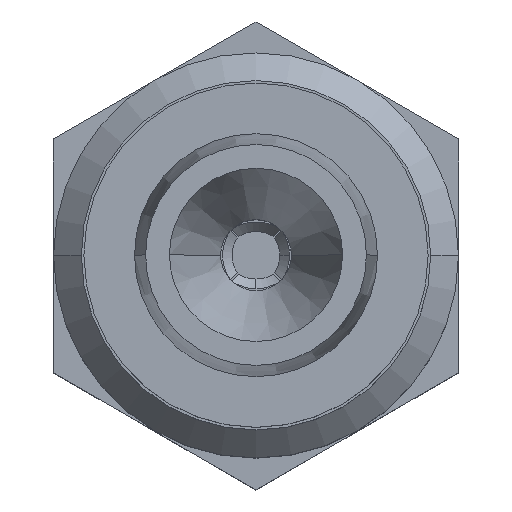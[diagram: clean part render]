
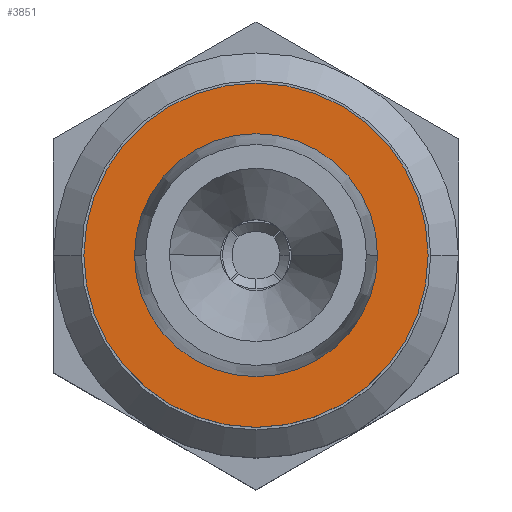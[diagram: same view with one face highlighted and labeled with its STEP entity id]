
A CAD part, top view. The second image highlights one B-rep face of the part: STEP entity #3851.
In plain terms, the highlighted planar face has unit normal (0, 0, 1).
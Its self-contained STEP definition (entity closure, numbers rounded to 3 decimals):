
#151 = DIRECTION ( 'NONE',  ( 1., 0., 0. ) ) ;
#152 = CIRCLE ( 'NONE', #1299, 3.4 ) ;
#159 = EDGE_LOOP ( 'NONE', ( #483, #2452 ) ) ;
#215 = FACE_OUTER_BOUND ( 'NONE', #3760, .T. ) ;
#233 = ORIENTED_EDGE ( 'NONE', *, *, #3386, .T. ) ;
#460 = DIRECTION ( 'NONE',  ( 0., 0., 1. ) ) ;
#463 = CARTESIAN_POINT ( 'NONE',  ( 0., 0., -2.5 ) ) ;
#483 = ORIENTED_EDGE ( 'NONE', *, *, #2850, .F. ) ;
#1040 = FACE_BOUND ( 'NONE', #159, .T. ) ;
#1130 = AXIS2_PLACEMENT_3D ( 'NONE', #1517, #3668, #4002 ) ;
#1233 = AXIS2_PLACEMENT_3D ( 'NONE', #3754, #1595, #3454 ) ;
#1274 = CARTESIAN_POINT ( 'NONE',  ( -3.4, 0., -2.5 ) ) ;
#1299 = AXIS2_PLACEMENT_3D ( 'NONE', #2818, #3547, #1366 ) ;
#1366 = DIRECTION ( 'NONE',  ( 1., 0., 0. ) ) ;
#1391 = ORIENTED_EDGE ( 'NONE', *, *, #3351, .T. ) ;
#1399 = CARTESIAN_POINT ( 'NONE',  ( 2.4, 0., -2.5 ) ) ;
#1517 = CARTESIAN_POINT ( 'NONE',  ( 0., 3.4, -2.5 ) ) ;
#1595 = DIRECTION ( 'NONE',  ( 0., 0., 1. ) ) ;
#2156 = EDGE_CURVE ( 'NONE', #2802, #3674, #3792, .T. ) ;
#2303 = CARTESIAN_POINT ( 'NONE',  ( 0., 0., -2.5 ) ) ;
#2337 = DIRECTION ( 'NONE',  ( 0., 0., 1. ) ) ;
#2452 = ORIENTED_EDGE ( 'NONE', *, *, #2156, .F. ) ;
#2477 = VERTEX_POINT ( 'NONE', #3387 ) ;
#2615 = DIRECTION ( 'NONE',  ( 1., 0., 0. ) ) ;
#2802 = VERTEX_POINT ( 'NONE', #1399 ) ;
#2818 = CARTESIAN_POINT ( 'NONE',  ( 0., 0., -2.5 ) ) ;
#2850 = EDGE_CURVE ( 'NONE', #3674, #2802, #3358, .T. ) ;
#3324 = AXIS2_PLACEMENT_3D ( 'NONE', #463, #2337, #151 ) ;
#3351 = EDGE_CURVE ( 'NONE', #2477, #3806, #152, .T. ) ;
#3358 = CIRCLE ( 'NONE', #1233, 2.4 ) ;
#3386 = EDGE_CURVE ( 'NONE', #3806, #2477, #3777, .T. ) ;
#3387 = CARTESIAN_POINT ( 'NONE',  ( 3.4, 0., -2.5 ) ) ;
#3454 = DIRECTION ( 'NONE',  ( 1., 0., 0. ) ) ;
#3547 = DIRECTION ( 'NONE',  ( 0., 0., 1. ) ) ;
#3566 = CARTESIAN_POINT ( 'NONE',  ( -2.4, 0., -2.5 ) ) ;
#3668 = DIRECTION ( 'NONE',  ( 0., 0., -1. ) ) ;
#3674 = VERTEX_POINT ( 'NONE', #3566 ) ;
#3754 = CARTESIAN_POINT ( 'NONE',  ( 0., 0., -2.5 ) ) ;
#3760 = EDGE_LOOP ( 'NONE', ( #1391, #233 ) ) ;
#3777 = CIRCLE ( 'NONE', #3324, 3.4 ) ;
#3792 = CIRCLE ( 'NONE', #3970, 2.4 ) ;
#3806 = VERTEX_POINT ( 'NONE', #1274 ) ;
#3851 = ADVANCED_FACE ( 'NONE', ( #1040, #215 ), #3973, .F. ) ;
#3970 = AXIS2_PLACEMENT_3D ( 'NONE', #2303, #460, #2615 ) ;
#3973 = PLANE ( 'NONE',  #1130 ) ;
#4002 = DIRECTION ( 'NONE',  ( -1., 0., 0. ) ) ;
